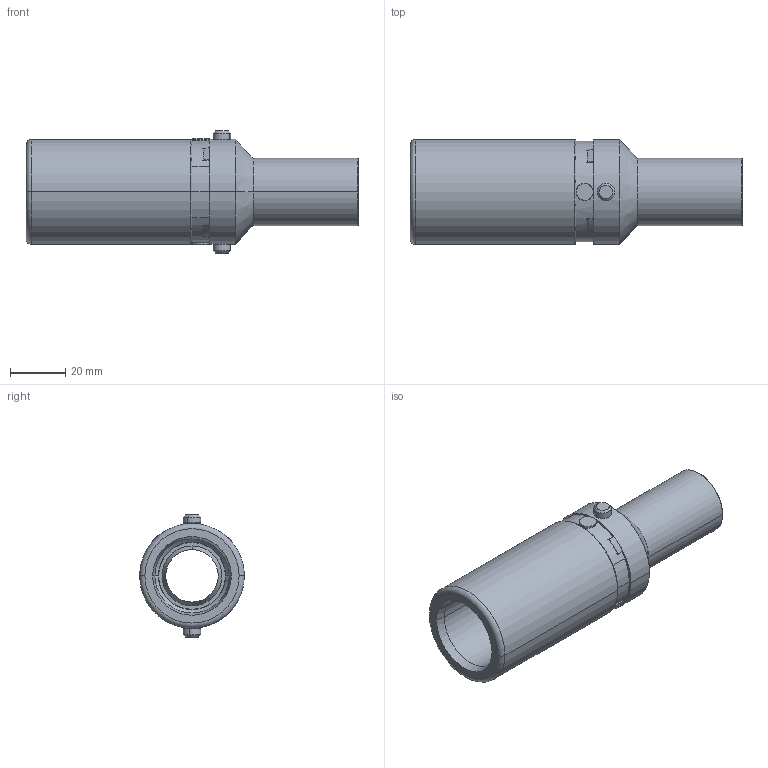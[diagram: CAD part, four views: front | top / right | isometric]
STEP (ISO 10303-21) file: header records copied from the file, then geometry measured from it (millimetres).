
FILE_DESCRIPTION (( 'STEP AP214' ), '1' );
FILE_NAME ('CATSTD-49F31-00C.STEP', '2022-03-02T18:38:23', ( '' ), ( '' ), 'SwSTEP 2.0', 'SolidWorks 2020', '' );
FILE_SCHEMA (( 'AUTOMOTIVE_DESIGN' ));
Length unit declared in the file: inch
Products named in the file (1): CATSTD-49F31-00C
Bounding box: 120.65 x 38.1 x 44.37 mm (x, y, z)
Surface area: 20399.8 mm2 (no closed solid volume)
Topology: 0 solids, 6 shells, 91 faces, 266 edges, 182 vertices
Faces by surface type: plane 35, cylinder 27, torus 18, cone 11
Entity records: 4480 total; most frequent: CARTESIAN_POINT 874, DIRECTION 547, ORIENTED_EDGE 420, EDGE_CURVE 266, AXIS2_PLACEMENT_3D 213, VERTEX_POINT 182, VECTOR 121, LINE 121
